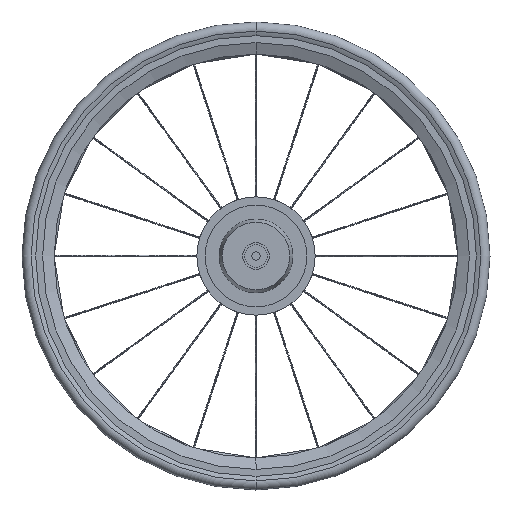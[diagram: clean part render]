
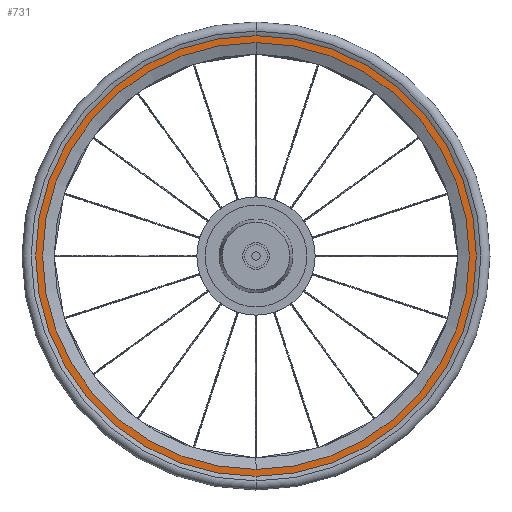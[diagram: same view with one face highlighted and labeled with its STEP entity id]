
A CAD part, front view. The second image highlights one B-rep face of the part: STEP entity #731.
In plain terms, the highlighted planar face has unit normal (0, -1, 0).
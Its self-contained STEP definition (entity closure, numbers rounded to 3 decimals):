
#2 = CARTESIAN_POINT ( 'NONE',  ( 0., -12., 0. ) ) ;
#38 = CIRCLE ( 'NONE', #7159, 316.6 ) ;
#80 = CARTESIAN_POINT ( 'NONE',  ( 0., -12., -306.6 ) ) ;
#178 = CARTESIAN_POINT ( 'NONE',  ( 0., -12., -306.6 ) ) ;
#538 = EDGE_CURVE ( 'NONE', #7673, #8404, #38, .T. ) ;
#665 = VERTEX_POINT ( 'NONE', #5897 ) ;
#731 = ADVANCED_FACE ( 'NONE', ( #8439, #1500 ), #4267, .F. ) ;
#923 = EDGE_CURVE ( 'NONE', #8404, #7673, #1489, .T. ) ;
#1123 = CARTESIAN_POINT ( 'NONE',  ( 0., -12., -316.6 ) ) ;
#1352 = DIRECTION ( 'NONE',  ( 0., -1., 0. ) ) ;
#1418 = DIRECTION ( 'NONE',  ( 0., 1., 0. ) ) ;
#1489 = CIRCLE ( 'NONE', #3823, 316.6 ) ;
#1500 = FACE_OUTER_BOUND ( 'NONE', #3157, .T. ) ;
#1643 = AXIS2_PLACEMENT_3D ( 'NONE', #5555, #5510, #6188 ) ;
#1716 = VERTEX_POINT ( 'NONE', #80 ) ;
#1752 = ORIENTED_EDGE ( 'NONE', *, *, #3718, .F. ) ;
#1925 = DIRECTION ( 'NONE',  ( 0., 0., 1. ) ) ;
#2718 = DIRECTION ( 'NONE',  ( 0., -1., 0. ) ) ;
#2826 = ORIENTED_EDGE ( 'NONE', *, *, #923, .T. ) ;
#2970 = CARTESIAN_POINT ( 'NONE',  ( 0., -12., 316.6 ) ) ;
#3087 = AXIS2_PLACEMENT_3D ( 'NONE', #178, #1418, #6973 ) ;
#3157 = EDGE_LOOP ( 'NONE', ( #2826, #8949 ) ) ;
#3204 = EDGE_CURVE ( 'NONE', #1716, #665, #8943, .T. ) ;
#3254 = CARTESIAN_POINT ( 'NONE',  ( 0., -12., 0. ) ) ;
#3409 = DIRECTION ( 'NONE',  ( 0., 0., 1. ) ) ;
#3718 = EDGE_CURVE ( 'NONE', #665, #1716, #7486, .T. ) ;
#3823 = AXIS2_PLACEMENT_3D ( 'NONE', #3254, #6031, #1925 ) ;
#3838 = AXIS2_PLACEMENT_3D ( 'NONE', #5368, #1352, #4681 ) ;
#4267 = PLANE ( 'NONE',  #3087 ) ;
#4681 = DIRECTION ( 'NONE',  ( 0., 0., 1. ) ) ;
#5368 = CARTESIAN_POINT ( 'NONE',  ( 0., -12., 0. ) ) ;
#5510 = DIRECTION ( 'NONE',  ( 0., -1., 0. ) ) ;
#5555 = CARTESIAN_POINT ( 'NONE',  ( 0., -12., 0. ) ) ;
#5897 = CARTESIAN_POINT ( 'NONE',  ( 0., -12., 306.6 ) ) ;
#6031 = DIRECTION ( 'NONE',  ( 0., -1., 0. ) ) ;
#6188 = DIRECTION ( 'NONE',  ( 0., 0., 1. ) ) ;
#6390 = ORIENTED_EDGE ( 'NONE', *, *, #3204, .F. ) ;
#6973 = DIRECTION ( 'NONE',  ( 0., 0., -1. ) ) ;
#7159 = AXIS2_PLACEMENT_3D ( 'NONE', #2, #2718, #3409 ) ;
#7486 = CIRCLE ( 'NONE', #1643, 306.6 ) ;
#7588 = EDGE_LOOP ( 'NONE', ( #1752, #6390 ) ) ;
#7673 = VERTEX_POINT ( 'NONE', #1123 ) ;
#8404 = VERTEX_POINT ( 'NONE', #2970 ) ;
#8439 = FACE_BOUND ( 'NONE', #7588, .T. ) ;
#8943 = CIRCLE ( 'NONE', #3838, 306.6 ) ;
#8949 = ORIENTED_EDGE ( 'NONE', *, *, #538, .T. ) ;
